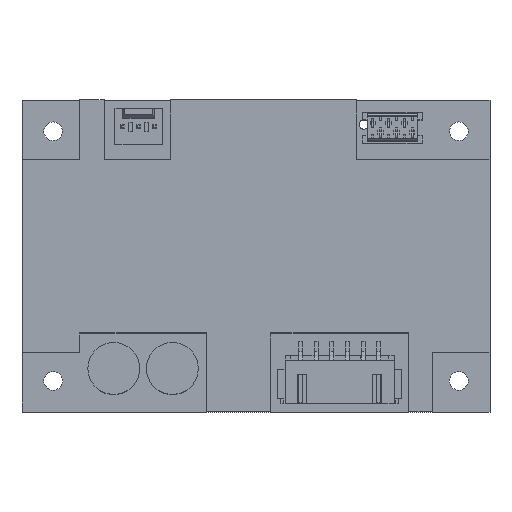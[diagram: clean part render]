
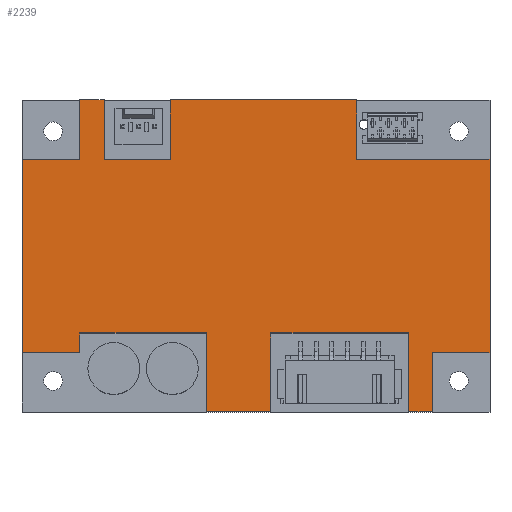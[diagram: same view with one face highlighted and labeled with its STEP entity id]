
A CAD part, top view. The second image highlights one B-rep face of the part: STEP entity #2239.
In plain terms, the highlighted planar face has unit normal (0, 0, 1).
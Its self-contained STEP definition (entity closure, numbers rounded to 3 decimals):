
#523=DIRECTION('',(1.,0.,0.));
#524=VECTOR('',#523,9.25);
#525=CARTESIAN_POINT('',(0.,40.5,11.601));
#526=LINE('',#525,#524);
#527=DIRECTION('',(0.,1.,0.));
#528=VECTOR('',#527,9.5);
#529=CARTESIAN_POINT('',(9.25,40.5,11.601));
#530=LINE('',#529,#528);
#531=DIRECTION('',(1.,0.,0.));
#532=VECTOR('',#531,3.9);
#533=CARTESIAN_POINT('',(9.25,50.,11.601));
#534=LINE('',#533,#532);
#535=DIRECTION('',(0.,-1.,0.));
#536=VECTOR('',#535,9.5);
#537=CARTESIAN_POINT('',(13.15,50.,11.601));
#538=LINE('',#537,#536);
#539=DIRECTION('',(1.,0.,0.));
#540=VECTOR('',#539,10.63);
#541=CARTESIAN_POINT('',(13.15,40.5,11.601));
#542=LINE('',#541,#540);
#543=DIRECTION('',(0.,1.,0.));
#544=VECTOR('',#543,9.5);
#545=CARTESIAN_POINT('',(23.78,40.5,11.601));
#546=LINE('',#545,#544);
#547=DIRECTION('',(1.,0.,0.));
#548=VECTOR('',#547,29.89);
#549=CARTESIAN_POINT('',(23.78,50.,11.601));
#550=LINE('',#549,#548);
#551=DIRECTION('',(0.,-1.,0.));
#552=VECTOR('',#551,9.5);
#553=CARTESIAN_POINT('',(53.67,50.,11.601));
#554=LINE('',#553,#552);
#555=DIRECTION('',(1.,0.,0.));
#556=VECTOR('',#555,21.33);
#557=CARTESIAN_POINT('',(53.67,40.5,11.601));
#558=LINE('',#557,#556);
#559=DIRECTION('',(0.,-1.,0.));
#560=VECTOR('',#559,31.);
#561=CARTESIAN_POINT('',(75.,40.5,11.601));
#562=LINE('',#561,#560);
#563=DIRECTION('',(-1.,0.,0.));
#564=VECTOR('',#563,9.25);
#565=CARTESIAN_POINT('',(75.,9.5,11.601));
#566=LINE('',#565,#564);
#567=DIRECTION('',(0.,-1.,0.));
#568=VECTOR('',#567,9.5);
#569=CARTESIAN_POINT('',(65.75,9.5,11.601));
#570=LINE('',#569,#568);
#571=DIRECTION('',(-1.,0.,0.));
#572=VECTOR('',#571,3.76);
#573=CARTESIAN_POINT('',(65.75,0.,11.601));
#574=LINE('',#573,#572);
#575=DIRECTION('',(0.,1.,0.));
#576=VECTOR('',#575,12.66);
#577=CARTESIAN_POINT('',(61.99,0.,11.601));
#578=LINE('',#577,#576);
#579=DIRECTION('',(-1.,0.,0.));
#580=VECTOR('',#579,22.11);
#581=CARTESIAN_POINT('',(61.99,12.66,11.601));
#582=LINE('',#581,#580);
#583=DIRECTION('',(0.,-1.,0.));
#584=VECTOR('',#583,12.66);
#585=CARTESIAN_POINT('',(39.88,12.66,11.601));
#586=LINE('',#585,#584);
#587=DIRECTION('',(-1.,0.,0.));
#588=VECTOR('',#587,10.28);
#589=CARTESIAN_POINT('',(39.88,0.,11.601));
#590=LINE('',#589,#588);
#591=DIRECTION('',(0.,1.,0.));
#592=VECTOR('',#591,12.66);
#593=CARTESIAN_POINT('',(29.6,0.,11.601));
#594=LINE('',#593,#592);
#595=DIRECTION('',(-1.,0.,0.));
#596=VECTOR('',#595,20.35);
#597=CARTESIAN_POINT('',(29.6,12.66,11.601));
#598=LINE('',#597,#596);
#599=DIRECTION('',(0.,-1.,0.));
#600=VECTOR('',#599,3.16);
#601=CARTESIAN_POINT('',(9.25,12.66,11.601));
#602=LINE('',#601,#600);
#603=DIRECTION('',(-1.,0.,0.));
#604=VECTOR('',#603,9.25);
#605=CARTESIAN_POINT('',(9.25,9.5,11.601));
#606=LINE('',#605,#604);
#607=DIRECTION('',(0.,1.,0.));
#608=VECTOR('',#607,31.);
#609=CARTESIAN_POINT('',(0.,9.5,11.601));
#610=LINE('',#609,#608);
#1225=CARTESIAN_POINT('',(0.,40.5,11.601));
#1226=VERTEX_POINT('',#1225);
#1227=CARTESIAN_POINT('',(0.,9.5,11.601));
#1228=VERTEX_POINT('',#1227);
#1369=CARTESIAN_POINT('',(61.99,0.,11.601));
#1370=VERTEX_POINT('',#1369);
#1371=CARTESIAN_POINT('',(65.75,0.,11.601));
#1372=VERTEX_POINT('',#1371);
#1373=CARTESIAN_POINT('',(29.6,0.,11.601));
#1374=VERTEX_POINT('',#1373);
#1375=CARTESIAN_POINT('',(39.88,0.,11.601));
#1376=VERTEX_POINT('',#1375);
#1377=CARTESIAN_POINT('',(61.99,12.66,11.601));
#1378=VERTEX_POINT('',#1377);
#1379=CARTESIAN_POINT('',(39.88,12.66,11.601));
#1380=VERTEX_POINT('',#1379);
#1381=CARTESIAN_POINT('',(9.25,40.5,11.601));
#1382=VERTEX_POINT('',#1381);
#1383=CARTESIAN_POINT('',(9.25,50.,11.601));
#1384=VERTEX_POINT('',#1383);
#1385=CARTESIAN_POINT('',(13.15,50.,11.601));
#1386=VERTEX_POINT('',#1385);
#1387=CARTESIAN_POINT('',(13.15,40.5,11.601));
#1388=VERTEX_POINT('',#1387);
#1389=CARTESIAN_POINT('',(23.78,40.5,11.601));
#1390=VERTEX_POINT('',#1389);
#1391=CARTESIAN_POINT('',(23.78,50.,11.601));
#1392=VERTEX_POINT('',#1391);
#1393=CARTESIAN_POINT('',(53.67,50.,11.601));
#1394=VERTEX_POINT('',#1393);
#1395=CARTESIAN_POINT('',(53.67,40.5,11.601));
#1396=VERTEX_POINT('',#1395);
#1397=CARTESIAN_POINT('',(75.,40.5,11.601));
#1398=VERTEX_POINT('',#1397);
#1399=CARTESIAN_POINT('',(75.,9.5,11.601));
#1400=VERTEX_POINT('',#1399);
#1401=CARTESIAN_POINT('',(65.75,9.5,11.601));
#1402=VERTEX_POINT('',#1401);
#1403=CARTESIAN_POINT('',(29.6,12.66,11.601));
#1404=VERTEX_POINT('',#1403);
#1405=CARTESIAN_POINT('',(9.25,12.66,11.601));
#1406=VERTEX_POINT('',#1405);
#1407=CARTESIAN_POINT('',(9.25,9.5,11.601));
#1408=VERTEX_POINT('',#1407);
#2199=CARTESIAN_POINT('',(0.,0.,11.601));
#2200=DIRECTION('',(0.,0.,1.));
#2201=DIRECTION('',(1.,0.,0.));
#2202=AXIS2_PLACEMENT_3D('',#2199,#2200,#2201);
#2203=PLANE('',#2202);
#2204=ORIENTED_EDGE('',*,*,#1910,.T.);
#2205=ORIENTED_EDGE('',*,*,#1924,.T.);
#2206=ORIENTED_EDGE('',*,*,#1957,.T.);
#2208=ORIENTED_EDGE('',*,*,#2207,.T.);
#2210=ORIENTED_EDGE('',*,*,#2209,.T.);
#2212=ORIENTED_EDGE('',*,*,#2211,.T.);
#2213=ORIENTED_EDGE('',*,*,#1949,.T.);
#2215=ORIENTED_EDGE('',*,*,#2214,.T.);
#2217=ORIENTED_EDGE('',*,*,#2216,.T.);
#2218=ORIENTED_EDGE('',*,*,#2095,.T.);
#2220=ORIENTED_EDGE('',*,*,#2219,.T.);
#2221=ORIENTED_EDGE('',*,*,#2137,.T.);
#2222=ORIENTED_EDGE('',*,*,#2153,.T.);
#2224=ORIENTED_EDGE('',*,*,#2223,.T.);
#2226=ORIENTED_EDGE('',*,*,#2225,.T.);
#2227=ORIENTED_EDGE('',*,*,#2192,.T.);
#2228=ORIENTED_EDGE('',*,*,#2163,.T.);
#2230=ORIENTED_EDGE('',*,*,#2229,.T.);
#2232=ORIENTED_EDGE('',*,*,#2231,.T.);
#2234=ORIENTED_EDGE('',*,*,#2233,.T.);
#2235=ORIENTED_EDGE('',*,*,#1853,.T.);
#2236=ORIENTED_EDGE('',*,*,#1869,.T.);
#2237=EDGE_LOOP('',(#2204,#2205,#2206,#2208,#2210,#2212,#2213,#2215,#2217,#2218,
#2220,#2221,#2222,#2224,#2226,#2227,#2228,#2230,#2232,#2234,#2235,#2236));
#2238=FACE_OUTER_BOUND('',#2237,.F.);
#2239=ADVANCED_FACE('',(#2238),#2203,.T.);
#1853=EDGE_CURVE('',#1408,#1228,#606,.T.);
#1869=EDGE_CURVE('',#1228,#1226,#610,.T.);
#1910=EDGE_CURVE('',#1226,#1382,#526,.T.);
#1924=EDGE_CURVE('',#1382,#1384,#530,.T.);
#1949=EDGE_CURVE('',#1392,#1394,#550,.T.);
#1957=EDGE_CURVE('',#1384,#1386,#534,.T.);
#2095=EDGE_CURVE('',#1398,#1400,#562,.T.);
#2137=EDGE_CURVE('',#1402,#1372,#570,.T.);
#2153=EDGE_CURVE('',#1372,#1370,#574,.T.);
#2163=EDGE_CURVE('',#1376,#1374,#590,.T.);
#2192=EDGE_CURVE('',#1380,#1376,#586,.T.);
#2207=EDGE_CURVE('',#1386,#1388,#538,.T.);
#2209=EDGE_CURVE('',#1388,#1390,#542,.T.);
#2211=EDGE_CURVE('',#1390,#1392,#546,.T.);
#2214=EDGE_CURVE('',#1394,#1396,#554,.T.);
#2216=EDGE_CURVE('',#1396,#1398,#558,.T.);
#2219=EDGE_CURVE('',#1400,#1402,#566,.T.);
#2223=EDGE_CURVE('',#1370,#1378,#578,.T.);
#2225=EDGE_CURVE('',#1378,#1380,#582,.T.);
#2229=EDGE_CURVE('',#1374,#1404,#594,.T.);
#2231=EDGE_CURVE('',#1404,#1406,#598,.T.);
#2233=EDGE_CURVE('',#1406,#1408,#602,.T.);
